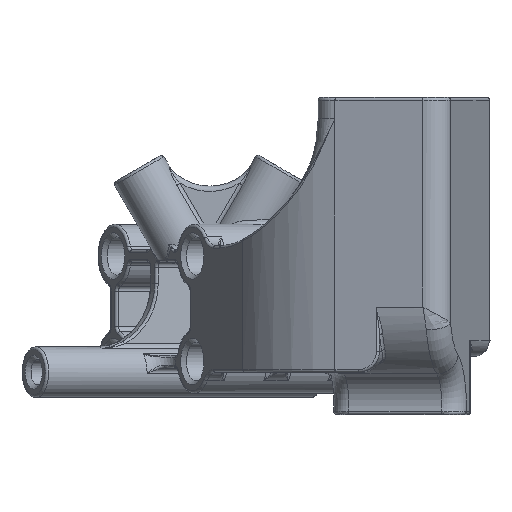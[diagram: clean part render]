
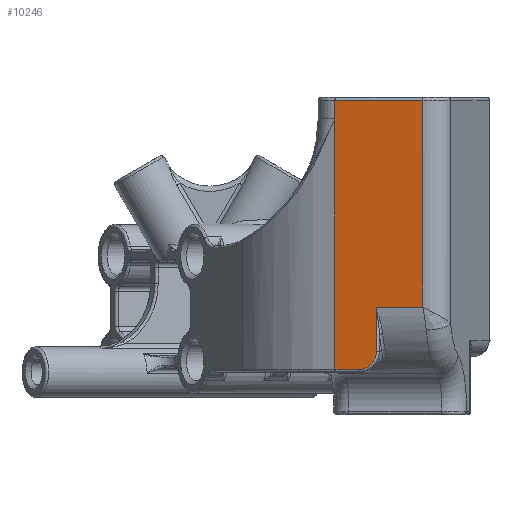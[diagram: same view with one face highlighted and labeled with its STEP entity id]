
A CAD part, front view. The second image highlights one B-rep face of the part: STEP entity #10246.
In plain terms, the highlighted planar face has unit normal (-0.259, -0.966, 0).
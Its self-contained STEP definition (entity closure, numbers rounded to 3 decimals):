
#114=PLANE('',#11232);
#309=LINE('',#17365,#774);
#310=LINE('',#17481,#775);
#324=LINE('',#17812,#789);
#349=LINE('',#19363,#814);
#379=LINE('',#20455,#844);
#380=LINE('',#20461,#845);
#382=LINE('',#20464,#847);
#774=VECTOR('',#12676,10.);
#775=VECTOR('',#12689,10.);
#789=VECTOR('',#12733,10.);
#814=VECTOR('',#12986,10.);
#844=VECTOR('',#13278,10.);
#845=VECTOR('',#13287,10.);
#847=VECTOR('',#13291,10.);
#2215=FACE_OUTER_BOUND('',#2934,.T.);
#2934=EDGE_LOOP('',(#7919,#7920,#7921,#7922,#7923,#7924,#7925,#7926));
#3699=CIRCLE('',#11230,1.75);
#4347=VERTEX_POINT('',#17359);
#4348=VERTEX_POINT('',#17363);
#4349=VERTEX_POINT('',#17480);
#4367=VERTEX_POINT('',#17631);
#4393=VERTEX_POINT('',#18114);
#4474=VERTEX_POINT('',#19361);
#4560=VERTEX_POINT('',#20453);
#4561=VERTEX_POINT('',#20457);
#5377=EDGE_CURVE('',#4347,#4348,#309,.T.);
#5382=EDGE_CURVE('',#4347,#4349,#310,.T.);
#5421=EDGE_CURVE('',#4349,#4367,#324,.T.);
#5584=EDGE_CURVE('',#4393,#4474,#349,.T.);
#5738=EDGE_CURVE('',#4474,#4560,#379,.T.);
#5740=EDGE_CURVE('',#4560,#4561,#3699,.T.);
#5741=EDGE_CURVE('',#4561,#4367,#380,.T.);
#5743=EDGE_CURVE('',#4348,#4393,#382,.T.);
#7919=ORIENTED_EDGE('',*,*,#5377,.T.);
#7920=ORIENTED_EDGE('',*,*,#5743,.T.);
#7921=ORIENTED_EDGE('',*,*,#5584,.T.);
#7922=ORIENTED_EDGE('',*,*,#5738,.T.);
#7923=ORIENTED_EDGE('',*,*,#5740,.T.);
#7924=ORIENTED_EDGE('',*,*,#5741,.T.);
#7925=ORIENTED_EDGE('',*,*,#5421,.F.);
#7926=ORIENTED_EDGE('',*,*,#5382,.F.);
#10246=ADVANCED_FACE('',(#2215),#114,.T.);
#11230=AXIS2_PLACEMENT_3D('',#20459,#13283,#13284);
#11232=AXIS2_PLACEMENT_3D('',#20463,#13289,#13290);
#12676=DIRECTION('',(-0.966,0.259,0.));
#12689=DIRECTION('',(0.,0.,-1.));
#12733=DIRECTION('',(-0.966,0.259,0.));
#12986=DIRECTION('',(0.,0.,-1.));
#13278=DIRECTION('',(0.966,-0.259,0.));
#13283=DIRECTION('center_axis',(-0.259,-0.966,0.));
#13284=DIRECTION('ref_axis',(0.683,-0.183,-0.707));
#13287=DIRECTION('',(0.,0.,1.));
#13289=DIRECTION('center_axis',(-0.259,-0.966,0.));
#13290=DIRECTION('ref_axis',(-0.966,0.259,0.));
#13291=DIRECTION('',(0.,0.,-1.));
#17359=CARTESIAN_POINT('',(18.259,-20.048,5.25));
#17363=CARTESIAN_POINT('',(9.953,-17.822,5.25));
#17365=CARTESIAN_POINT('',(16.231,-19.505,5.25));
#17480=CARTESIAN_POINT('',(18.259,-20.048,-14.335));
#17481=CARTESIAN_POINT('',(18.259,-20.048,5.5));
#17631=CARTESIAN_POINT('',(13.865,-18.871,-14.335));
#17812=CARTESIAN_POINT('',(7.876,-17.266,-14.335));
#18114=CARTESIAN_POINT('',(9.953,-17.822,3.5));
#19361=CARTESIAN_POINT('',(9.953,-17.822,-20.25));
#19363=CARTESIAN_POINT('',(9.953,-17.822,5.5));
#20453=CARTESIAN_POINT('',(12.174,-18.418,-20.25));
#20455=CARTESIAN_POINT('',(10.6,-17.996,-20.25));
#20457=CARTESIAN_POINT('',(13.865,-18.871,-18.5));
#20459=CARTESIAN_POINT('Origin',(12.174,-18.418,-18.5));
#20461=CARTESIAN_POINT('',(13.865,-18.871,-4.5));
#20463=CARTESIAN_POINT('Origin',(18.259,-20.048,5.5));
#20464=CARTESIAN_POINT('',(9.953,-17.822,5.5));
